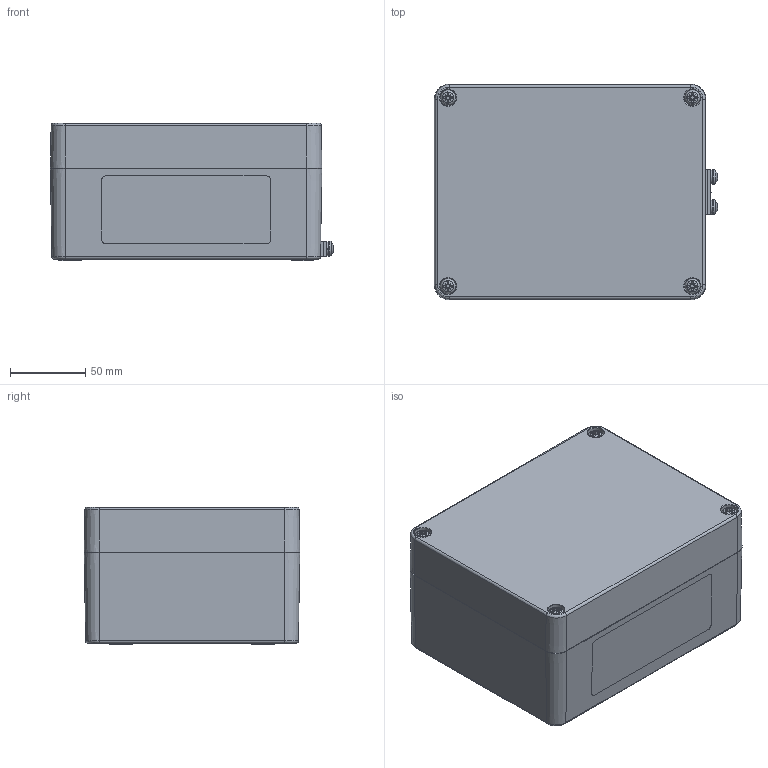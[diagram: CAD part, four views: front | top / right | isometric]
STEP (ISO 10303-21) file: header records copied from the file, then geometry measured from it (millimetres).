
FILE_DESCRIPTION(/* description */ (''),/* implementation_level */ '2;1');
FILE_NAME(/* name */ '3111107500-MBA_181490_VE.stp',/* time_stamp */ '2016-08-03T10:44:40+02:00',/* author */ ('Robin.Rentz'),/* organization */ (''),/* preprocessor_version */ 'ST-DEVELOPER v15.6',/* originating_system */ 'Autodesk Inventor 2015',/* authorisation */ '');
FILE_SCHEMA (('AUTOMOTIVE_DESIGN { 1 0 10303 214 3 1 1 }'));
Products named in the file (9): 3111107500-UT_181490_VE; 0100107501-OT_181490_VE; 1990000092 Schraube BM 6x35_10; Aussenerde groß; AS 1968 - 1976 - 5; ISO 8744 - 2 x 8(1); AS 1427 - M5 x 16(5) II; Aussenerde m5 2; 3111107500-MBA_181490_VE
Bounding box: 187.74 x 143 x 91 mm (x, y, z)
Volume: 594472.3 mm3; surface area: 233827.3 mm2
Topology: 13 solids, 13 shells, 1627 faces, 4033 edges, 2546 vertices
Faces by surface type: plane 645, bspline 331, cylinder 276, torus 216, cone 150, sphere 9
Full cylindrical faces by diameter (mm): 2 x3, 4.134 x2, 4.51 x2, 4.917 x11, 5 x6, 5.5 x4, 6 x4, 7 x4, 7.2 x5, 7.5 x4, 8 x5, 9 x4, 10 x4, 11 x4, 11.5 x4, 12 x2
Entity records: 49414 total; most frequent: CARTESIAN_POINT 17180, ORIENTED_EDGE 6872, DIRECTION 5862, EDGE_CURVE 3436, VERTEX_POINT 2239, AXIS2_PLACEMENT_3D 2015, LINE 1832, VECTOR 1832
